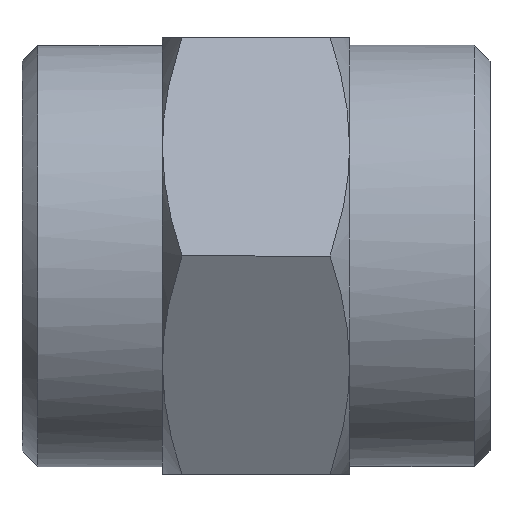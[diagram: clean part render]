
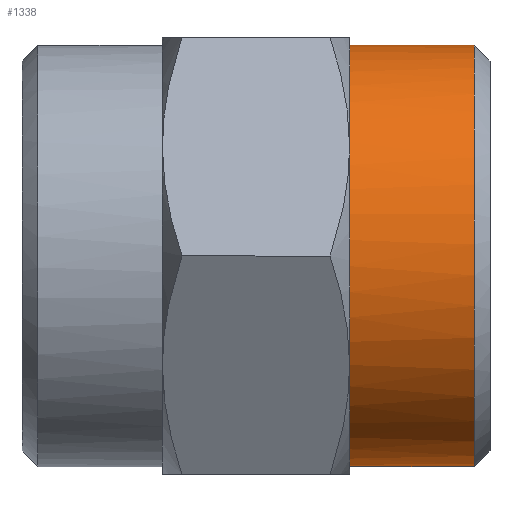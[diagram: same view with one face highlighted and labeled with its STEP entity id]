
A CAD part, left-side view. The second image highlights one B-rep face of the part: STEP entity #1338.
In plain terms, the highlighted free-form (B-spline) face has degree [1, 3] with [2, 4] control points.
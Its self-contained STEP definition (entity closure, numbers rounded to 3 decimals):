
#12 = CARTESIAN_POINT ( 'NONE',  ( -0.886, 4.5, 6.75 ) ) ;
#22 = VERTEX_POINT ( 'NONE', #1161 ) ;
#23 = CARTESIAN_POINT ( 'NONE',  ( 0., 4.5, -6.75 ) ) ;
#27 = B_SPLINE_CURVE_WITH_KNOTS ( 'NONE', 1,
 ( #69, #1235 ),
 .UNSPECIFIED., .F., .F.,
 ( 2, 2 ),
 ( -1., 0. ),
 .UNSPECIFIED. ) ;
#69 = CARTESIAN_POINT ( 'NONE',  ( 0., 0.5, 6.75 ) ) ;
#121 = CARTESIAN_POINT ( 'NONE',  ( -13.5, 0.5, 6.75 ) ) ;
#218 =( BOUNDED_SURFACE ( )  B_SPLINE_SURFACE ( 1, 3, ( 
 ( #328, #1380, #1660, #462 ),
 ( #1393, #336, #860, #1512 ) ),
 .UNSPECIFIED., .F., .F., .T. ) 
 B_SPLINE_SURFACE_WITH_KNOTS ( ( 2, 2 ),
 ( 4, 4 ),
 ( 0., 1. ),
 ( 0., 1. ),
 .UNSPECIFIED. ) 
 GEOMETRIC_REPRESENTATION_ITEM ( )  RATIONAL_B_SPLINE_SURFACE ( (
 ( 1., 0.333, 0.333, 1.),
 ( 1., 0.333, 0.333, 1.) ) ) 
 REPRESENTATION_ITEM ( '' )  SURFACE ( )  );
#328 = CARTESIAN_POINT ( 'NONE',  ( 0., 4.5, 6.75 ) ) ;
#329 = ORIENTED_EDGE ( 'NONE', *, *, #1659, .T. ) ;
#334 = ORIENTED_EDGE ( 'NONE', *, *, #1485, .F. ) ;
#336 = CARTESIAN_POINT ( 'NONE',  ( -13.5, 0.5, 6.75 ) ) ;
#391 = CARTESIAN_POINT ( 'NONE',  ( -1.764, 4.5, -6.575 ) ) ;
#398 = CARTESIAN_POINT ( 'NONE',  ( -5.4, 4.5, -4.146 ) ) ;
#407 = CARTESIAN_POINT ( 'NONE',  ( -6.575, 4.5, -1.764 ) ) ;
#462 = CARTESIAN_POINT ( 'NONE',  ( 0., 4.5, -6.75 ) ) ;
#507 = CARTESIAN_POINT ( 'NONE',  ( -13.5, 0.5, -6.75 ) ) ;
#519 = CARTESIAN_POINT ( 'NONE',  ( -0.886, 4.5, -6.75 ) ) ;
#523 = CARTESIAN_POINT ( 'NONE',  ( -3.402, 4.5, -5.897 ) ) ;
#538 = FACE_OUTER_BOUND ( 'NONE', #1449, .T. ) ;
#652 = CARTESIAN_POINT ( 'NONE',  ( -6.75, 4.5, 0.886 ) ) ;
#666 = CARTESIAN_POINT ( 'NONE',  ( -4.146, 4.5, 5.4 ) ) ;
#701 = ORIENTED_EDGE ( 'NONE', *, *, #1462, .T. ) ;
#705 = CARTESIAN_POINT ( 'NONE',  ( 0., 4.5, -6.75 ) ) ;
#768 = CARTESIAN_POINT ( 'NONE',  ( 0., 0.5, -6.75 ) ) ;
#785 = B_SPLINE_CURVE_WITH_KNOTS ( 'NONE', 3,
 ( #23, #519, #391, #523, #1306, #398, #1052, #407, #1448, #652, #1451, #1175, #927, #666, #1578, #1047, #12, #1187 ),
 .UNSPECIFIED., .F., .F.,
 ( 4, 2, 2, 2, 2, 2, 2, 2, 4 ),
 ( 0., 0.393, 0.785, 1.178, 1.571, 1.963, 2.356, 2.749, 3.142 ),
 .UNSPECIFIED. ) ;
#835 =( BOUNDED_CURVE ( )  B_SPLINE_CURVE ( 3, ( #768, #507, #121, #1536 ),
 .UNSPECIFIED., .F., .F. ) 
 B_SPLINE_CURVE_WITH_KNOTS ( ( 4, 4 ),
 ( -3.142, 0. ),
 .UNSPECIFIED. ) 
 CURVE ( )  GEOMETRIC_REPRESENTATION_ITEM ( )  RATIONAL_B_SPLINE_CURVE ( ( 1., 0.333, 0.333, 1. ) ) 
 REPRESENTATION_ITEM ( '' )  );
#860 = CARTESIAN_POINT ( 'NONE',  ( -13.5, 0.5, -6.75 ) ) ;
#894 = CARTESIAN_POINT ( 'NONE',  ( 0., 0.5, -6.75 ) ) ;
#927 = CARTESIAN_POINT ( 'NONE',  ( -5.4, 4.5, 4.146 ) ) ;
#1028 = VERTEX_POINT ( 'NONE', #1044 ) ;
#1044 = CARTESIAN_POINT ( 'NONE',  ( 0., 4.5, 6.75 ) ) ;
#1047 = CARTESIAN_POINT ( 'NONE',  ( -1.764, 4.5, 6.575 ) ) ;
#1052 = CARTESIAN_POINT ( 'NONE',  ( -5.897, 4.5, -3.402 ) ) ;
#1140 = CARTESIAN_POINT ( 'NONE',  ( 0., 0.5, -6.75 ) ) ;
#1161 = CARTESIAN_POINT ( 'NONE',  ( 0., 0.5, 6.75 ) ) ;
#1175 = CARTESIAN_POINT ( 'NONE',  ( -5.897, 4.5, 3.402 ) ) ;
#1187 = CARTESIAN_POINT ( 'NONE',  ( 0., 4.5, 6.75 ) ) ;
#1235 = CARTESIAN_POINT ( 'NONE',  ( 0., 4.5, 6.75 ) ) ;
#1306 = CARTESIAN_POINT ( 'NONE',  ( -4.146, 4.5, -5.4 ) ) ;
#1338 = ADVANCED_FACE ( 'NONE', ( #538 ), #218, .F. ) ;
#1372 = EDGE_CURVE ( 'NONE', #1454, #1663, #1596, .T. ) ;
#1380 = CARTESIAN_POINT ( 'NONE',  ( -13.5, 4.5, 6.75 ) ) ;
#1393 = CARTESIAN_POINT ( 'NONE',  ( 0., 0.5, 6.75 ) ) ;
#1448 = CARTESIAN_POINT ( 'NONE',  ( -6.75, 4.5, -0.886 ) ) ;
#1449 = EDGE_LOOP ( 'NONE', ( #334, #1498, #329, #701 ) ) ;
#1451 = CARTESIAN_POINT ( 'NONE',  ( -6.575, 4.5, 1.764 ) ) ;
#1454 = VERTEX_POINT ( 'NONE', #705 ) ;
#1462 = EDGE_CURVE ( 'NONE', #22, #1028, #27, .T. ) ;
#1485 = EDGE_CURVE ( 'NONE', #1454, #1028, #785, .T. ) ;
#1498 = ORIENTED_EDGE ( 'NONE', *, *, #1372, .T. ) ;
#1512 = CARTESIAN_POINT ( 'NONE',  ( 0., 0.5, -6.75 ) ) ;
#1536 = CARTESIAN_POINT ( 'NONE',  ( 0., 0.5, 6.75 ) ) ;
#1578 = CARTESIAN_POINT ( 'NONE',  ( -3.402, 4.5, 5.897 ) ) ;
#1596 = B_SPLINE_CURVE_WITH_KNOTS ( 'NONE', 1,
 ( #1678, #1140 ),
 .UNSPECIFIED., .F., .F.,
 ( 2, 2 ),
 ( -1., 0. ),
 .UNSPECIFIED. ) ;
#1659 = EDGE_CURVE ( 'NONE', #1663, #22, #835, .T. ) ;
#1660 = CARTESIAN_POINT ( 'NONE',  ( -13.5, 4.5, -6.75 ) ) ;
#1663 = VERTEX_POINT ( 'NONE', #894 ) ;
#1678 = CARTESIAN_POINT ( 'NONE',  ( 0., 4.5, -6.75 ) ) ;
